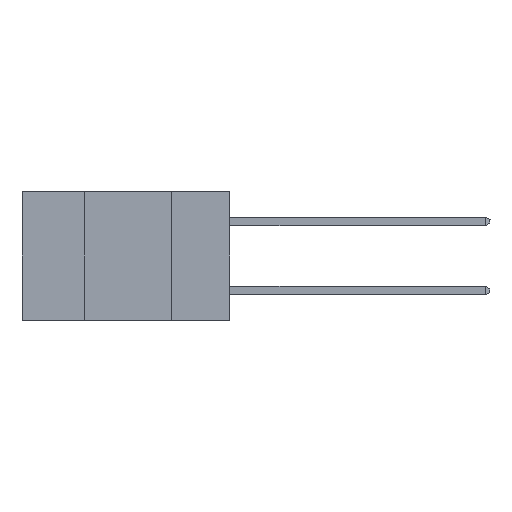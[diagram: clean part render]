
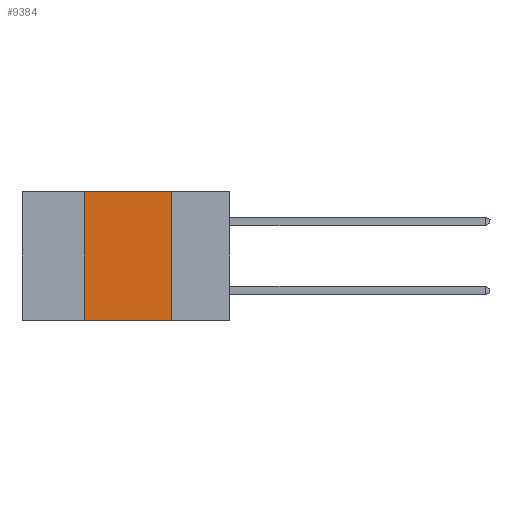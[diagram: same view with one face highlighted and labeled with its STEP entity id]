
A CAD part, left-side view. The second image highlights one B-rep face of the part: STEP entity #9384.
In plain terms, the highlighted planar face has unit normal (-1, 0, 0).
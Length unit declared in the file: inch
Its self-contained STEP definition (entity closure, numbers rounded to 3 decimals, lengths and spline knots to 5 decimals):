
#154 = VERTEX_POINT ( 'NONE', #16234 ) ;
#472 = DIRECTION ( 'NONE',  ( 0., 0., -1. ) ) ;
#2150 = EDGE_CURVE ( 'NONE', #14384, #26853, #17180, .T. ) ;
#2864 = VERTEX_POINT ( 'NONE', #3233 ) ;
#3233 = CARTESIAN_POINT ( 'NONE',  ( 0., 0.17, -0.37 ) ) ;
#3954 = VECTOR ( 'NONE', #11450, 39.37008 ) ;
#4859 = LINE ( 'NONE', #13523, #3954 ) ;
#4980 = EDGE_CURVE ( 'NONE', #26853, #2864, #15443, .T. ) ;
#5193 = EDGE_LOOP ( 'NONE', ( #25495, #19697, #16557, #8498 ) ) ;
#5328 = LINE ( 'NONE', #7388, #15674 ) ;
#6264 = AXIS2_PLACEMENT_3D ( 'NONE', #16702, #10638, #472 ) ;
#6724 = VECTOR ( 'NONE', #19251, 39.37008 ) ;
#7388 = CARTESIAN_POINT ( 'NONE',  ( 0., 0.6, -0.37 ) ) ;
#8498 = ORIENTED_EDGE ( 'NONE', *, *, #26837, .T. ) ;
#9384 = ADVANCED_FACE ( 'NONE', ( #12968 ), #21383, .F. ) ;
#9494 = VECTOR ( 'NONE', #9910, 39.37008 ) ;
#9910 = DIRECTION ( 'NONE',  ( 0., 0., -1. ) ) ;
#10184 = CARTESIAN_POINT ( 'NONE',  ( 0., 0.17, -0.37 ) ) ;
#10638 = DIRECTION ( 'NONE',  ( 1., 0., 0. ) ) ;
#11450 = DIRECTION ( 'NONE',  ( 0., 0., 1. ) ) ;
#11819 = CARTESIAN_POINT ( 'NONE',  ( 0., 0.42, 0. ) ) ;
#12968 = FACE_OUTER_BOUND ( 'NONE', #5193, .T. ) ;
#13523 = CARTESIAN_POINT ( 'NONE',  ( 0., 0.42, -0.37 ) ) ;
#14384 = VERTEX_POINT ( 'NONE', #11819 ) ;
#15443 = LINE ( 'NONE', #10184, #9494 ) ;
#15674 = VECTOR ( 'NONE', #20188, 39.37008 ) ;
#16234 = CARTESIAN_POINT ( 'NONE',  ( 0., 0.42, -0.37 ) ) ;
#16557 = ORIENTED_EDGE ( 'NONE', *, *, #22706, .F. ) ;
#16702 = CARTESIAN_POINT ( 'NONE',  ( 0., 0.6, 0. ) ) ;
#16989 = CARTESIAN_POINT ( 'NONE',  ( 0., 0.17, 0. ) ) ;
#17180 = LINE ( 'NONE', #20752, #6724 ) ;
#19251 = DIRECTION ( 'NONE',  ( 0., -1., 0. ) ) ;
#19697 = ORIENTED_EDGE ( 'NONE', *, *, #2150, .F. ) ;
#20188 = DIRECTION ( 'NONE',  ( 0., -1., 0. ) ) ;
#20752 = CARTESIAN_POINT ( 'NONE',  ( 0., 0.6, 0. ) ) ;
#21383 = PLANE ( 'NONE',  #6264 ) ;
#22706 = EDGE_CURVE ( 'NONE', #154, #14384, #4859, .T. ) ;
#25495 = ORIENTED_EDGE ( 'NONE', *, *, #4980, .F. ) ;
#26837 = EDGE_CURVE ( 'NONE', #154, #2864, #5328, .T. ) ;
#26853 = VERTEX_POINT ( 'NONE', #16989 ) ;
